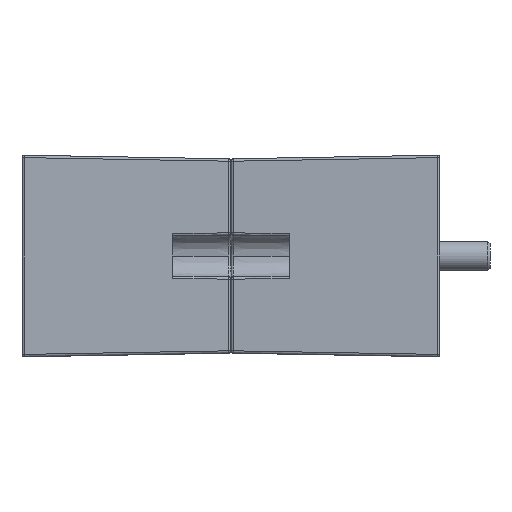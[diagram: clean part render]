
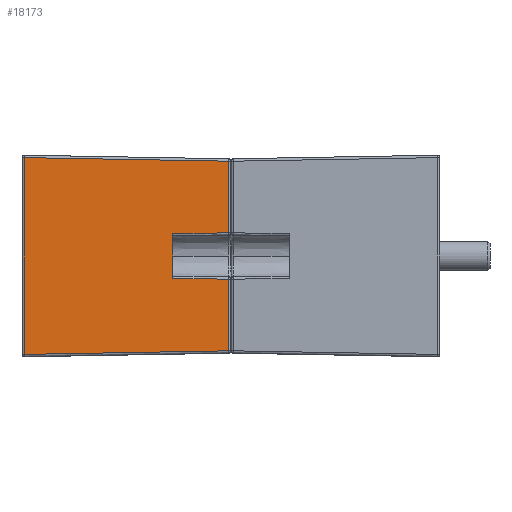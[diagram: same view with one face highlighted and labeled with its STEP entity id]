
A CAD part, left-side view. The second image highlights one B-rep face of the part: STEP entity #18173.
In plain terms, the highlighted planar face has unit normal (-1, -0.018, 0).
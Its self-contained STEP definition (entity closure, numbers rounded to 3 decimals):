
#94 = DIRECTION ( 'NONE',  ( 0., 0., -1. ) ) ;
#239 = VERTEX_POINT ( 'NONE', #23626 ) ;
#482 = CARTESIAN_POINT ( 'NONE',  ( -45.067, 3.819, -4.721 ) ) ;
#1483 = DIRECTION ( 'NONE',  ( 0., 0., 1. ) ) ;
#1754 = ORIENTED_EDGE ( 'NONE', *, *, #19375, .T. ) ;
#1866 = ORIENTED_EDGE ( 'NONE', *, *, #12936, .T. ) ;
#1984 = VECTOR ( 'NONE', #5530, 1000. ) ;
#2241 = VECTOR ( 'NONE', #16588, 1000. ) ;
#2603 = CARTESIAN_POINT ( 'NONE',  ( -45.098, 5.613, 4.697 ) ) ;
#2678 = CARTESIAN_POINT ( 'NONE',  ( -45., 0., 0. ) ) ;
#2713 = CARTESIAN_POINT ( 'NONE',  ( -45.742, 42.491, 20.242 ) ) ;
#4486 = CARTESIAN_POINT ( 'NONE',  ( -45.031, 1.777, 4.747 ) ) ;
#4721 = LINE ( 'NONE', #19021, #14005 ) ;
#5530 = DIRECTION ( 'NONE',  ( 0., 0., 1. ) ) ;
#5797 = FACE_OUTER_BOUND ( 'NONE', #15664, .T. ) ;
#5930 = ORIENTED_EDGE ( 'NONE', *, *, #12931, .T. ) ;
#5936 = CARTESIAN_POINT ( 'NONE',  ( -45.742, 42.491, -20.242 ) ) ;
#6098 = CARTESIAN_POINT ( 'NONE',  ( -45.009, 0.491, -4.763 ) ) ;
#6341 = CARTESIAN_POINT ( 'NONE',  ( -45.009, 0.491, 4.763 ) ) ;
#6486 = EDGE_CURVE ( 'NONE', #239, #17778, #17616, .T. ) ;
#7000 = CARTESIAN_POINT ( 'NONE',  ( -45.209, 12., 0. ) ) ;
#7474 = LINE ( 'NONE', #15020, #17327 ) ;
#7963 = CARTESIAN_POINT ( 'NONE',  ( -45.125, 7.146, -4.677 ) ) ;
#8127 = CARTESIAN_POINT ( 'NONE',  ( -45.209, 12., 4.613 ) ) ;
#8200 = B_SPLINE_CURVE_WITH_KNOTS ( 'NONE', 3,
 ( #6098, #482, #7963, #20921, #9819, #22795, #11668 ),
 .UNSPECIFIED., .F., .F.,
 ( 4, 3, 4 ),
 ( 0., 0.01, 0.012 ),
 .UNSPECIFIED. ) ;
#8274 = PLANE ( 'NONE',  #23469 ) ;
#9243 = EDGE_CURVE ( 'NONE', #17966, #22161, #8200, .T. ) ;
#9284 = VECTOR ( 'NONE', #1483, 1000. ) ;
#9819 = CARTESIAN_POINT ( 'NONE',  ( -45.192, 10.982, -4.627 ) ) ;
#9970 = CARTESIAN_POINT ( 'NONE',  ( -45.154, 8.807, 4.656 ) ) ;
#10459 = DIRECTION ( 'NONE',  ( -1., -0.017, 0. ) ) ;
#10695 = VERTEX_POINT ( 'NONE', #19083 ) ;
#11193 = DIRECTION ( 'NONE',  ( 0., 0., 1. ) ) ;
#11668 = CARTESIAN_POINT ( 'NONE',  ( -45.209, 12., -4.613 ) ) ;
#12204 = ORIENTED_EDGE ( 'NONE', *, *, #15740, .T. ) ;
#12233 = EDGE_CURVE ( 'NONE', #12592, #17966, #20546, .T. ) ;
#12337 = VERTEX_POINT ( 'NONE', #16692 ) ;
#12592 = VERTEX_POINT ( 'NONE', #15522 ) ;
#12931 = EDGE_CURVE ( 'NONE', #17778, #16521, #14717, .T. ) ;
#12936 = EDGE_CURVE ( 'NONE', #10695, #239, #7474, .T. ) ;
#12958 = CARTESIAN_POINT ( 'NONE',  ( -45.742, 42.5, 20.242 ) ) ;
#14005 = VECTOR ( 'NONE', #20889, 1000. ) ;
#14239 = LINE ( 'NONE', #7000, #9284 ) ;
#14717 = LINE ( 'NONE', #22330, #22264 ) ;
#15020 = CARTESIAN_POINT ( 'NONE',  ( -45.009, 0.491, 20. ) ) ;
#15522 = CARTESIAN_POINT ( 'NONE',  ( -45.009, 0.491, -19.509 ) ) ;
#15562 = CARTESIAN_POINT ( 'NONE',  ( -45.042, 2.42, 4.739 ) ) ;
#15664 = EDGE_LOOP ( 'NONE', ( #1866, #18955, #5930, #12204, #19196, #16568, #18998, #1754 ) ) ;
#15740 = EDGE_CURVE ( 'NONE', #16521, #12592, #4721, .T. ) ;
#16521 = VERTEX_POINT ( 'NONE', #5936 ) ;
#16568 = ORIENTED_EDGE ( 'NONE', *, *, #9243, .T. ) ;
#16588 = DIRECTION ( 'NONE',  ( -0.017, 1., 0.017 ) ) ;
#16609 = CARTESIAN_POINT ( 'NONE',  ( -45.009, 0.491, -4.387 ) ) ;
#16692 = CARTESIAN_POINT ( 'NONE',  ( -45.209, 12., 4.613 ) ) ;
#17327 = VECTOR ( 'NONE', #11193, 1000. ) ;
#17433 = CARTESIAN_POINT ( 'NONE',  ( -45.02, 1.134, 4.755 ) ) ;
#17616 = LINE ( 'NONE', #12958, #2241 ) ;
#17637 = B_SPLINE_CURVE_WITH_KNOTS ( 'NONE', 3,
 ( #8127, #9970, #2603, #15562, #4486, #17433, #6341 ),
 .UNSPECIFIED., .F., .F.,
 ( 4, 3, 4 ),
 ( 0., 0.01, 0.012 ),
 .UNSPECIFIED. ) ;
#17778 = VERTEX_POINT ( 'NONE', #2713 ) ;
#17856 = EDGE_CURVE ( 'NONE', #22161, #12337, #14239, .T. ) ;
#17966 = VERTEX_POINT ( 'NONE', #18719 ) ;
#18173 = ADVANCED_FACE ( 'NONE', ( #5797 ), #8274, .T. ) ;
#18719 = CARTESIAN_POINT ( 'NONE',  ( -45.009, 0.491, -4.763 ) ) ;
#18955 = ORIENTED_EDGE ( 'NONE', *, *, #6486, .T. ) ;
#18998 = ORIENTED_EDGE ( 'NONE', *, *, #17856, .T. ) ;
#19021 = CARTESIAN_POINT ( 'NONE',  ( -45.009, 0.5, -19.509 ) ) ;
#19083 = CARTESIAN_POINT ( 'NONE',  ( -45.009, 0.491, 4.763 ) ) ;
#19196 = ORIENTED_EDGE ( 'NONE', *, *, #12233, .T. ) ;
#19375 = EDGE_CURVE ( 'NONE', #12337, #10695, #17637, .T. ) ;
#20546 = LINE ( 'NONE', #16609, #1984 ) ;
#20889 = DIRECTION ( 'NONE',  ( 0.017, -1., 0.017 ) ) ;
#20921 = CARTESIAN_POINT ( 'NONE',  ( -45.183, 10.473, -4.634 ) ) ;
#21798 = CARTESIAN_POINT ( 'NONE',  ( -45.209, 12., -4.613 ) ) ;
#22161 = VERTEX_POINT ( 'NONE', #21798 ) ;
#22264 = VECTOR ( 'NONE', #94, 1000. ) ;
#22330 = CARTESIAN_POINT ( 'NONE',  ( -45.742, 42.491, 0. ) ) ;
#22795 = CARTESIAN_POINT ( 'NONE',  ( -45.201, 11.491, -4.62 ) ) ;
#23431 = DIRECTION ( 'NONE',  ( 0.017, -1., 0. ) ) ;
#23469 = AXIS2_PLACEMENT_3D ( 'NONE', #2678, #10459, #23431 ) ;
#23626 = CARTESIAN_POINT ( 'NONE',  ( -45.009, 0.491, 19.509 ) ) ;
